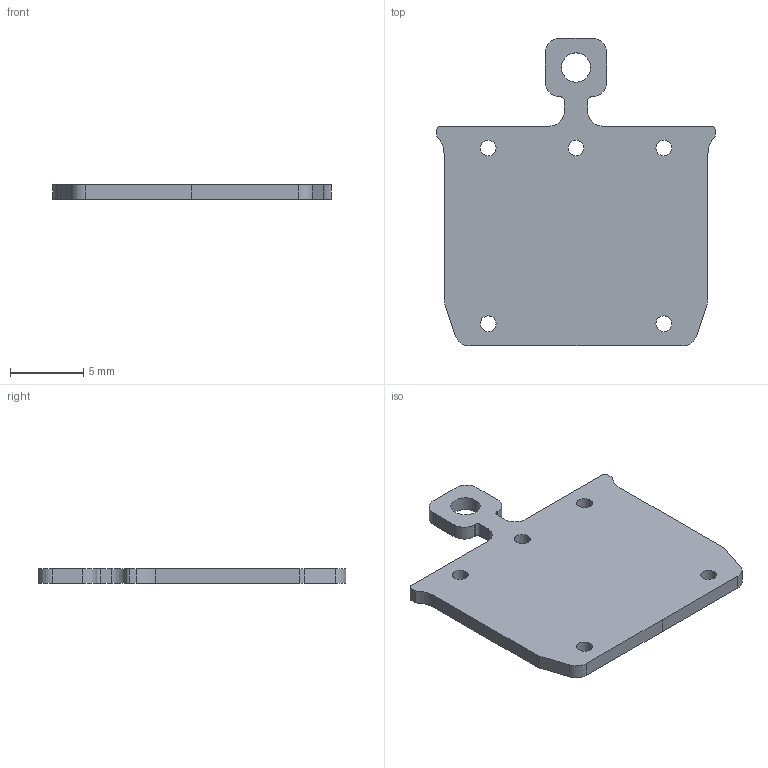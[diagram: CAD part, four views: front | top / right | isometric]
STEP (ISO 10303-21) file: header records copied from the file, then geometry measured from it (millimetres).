
FILE_DESCRIPTION(('Confidential','CAx-IF Rec.Pracs.--- Model Styling and Organization---1.2---2011-12-15'),'2;1');
FILE_NAME('SHOMT.stp','2024-01-17T14:03:19+00:00',('none'),('Ferrovac AG'),'CATIA Version 5 Release 21 SP 6 (IN-10)','CATIA V5 STEP AP214','PROPERTY OF FERROVAC AG');
FILE_SCHEMA(('AUTOMOTIVE_DESIGN { 1 0 10303 214 1 1 1 1 }'));
Length unit declared in the file: millimetre
Products named in the file (2): SHOMT; 23859
Assembly tree (1 placements, depth 2):
  SHOMT
    23859
Bounding box: 19 x 21 x 1 mm (x, y, z)
Volume: 279.9 mm3; surface area: 662.3 mm2
Topology: 1 solids, 1 shells, 48 faces, 138 edges, 92 vertices
Faces by surface type: cylinder 28, plane 20
Entity records: 1557 total; most frequent: ORIENTED_EDGE 276, CARTESIAN_POINT 270, DIRECTION 218, EDGE_CURVE 138, AXIS2_PLACEMENT_3D 96, VERTEX_POINT 92, VECTOR 82, LINE 82
